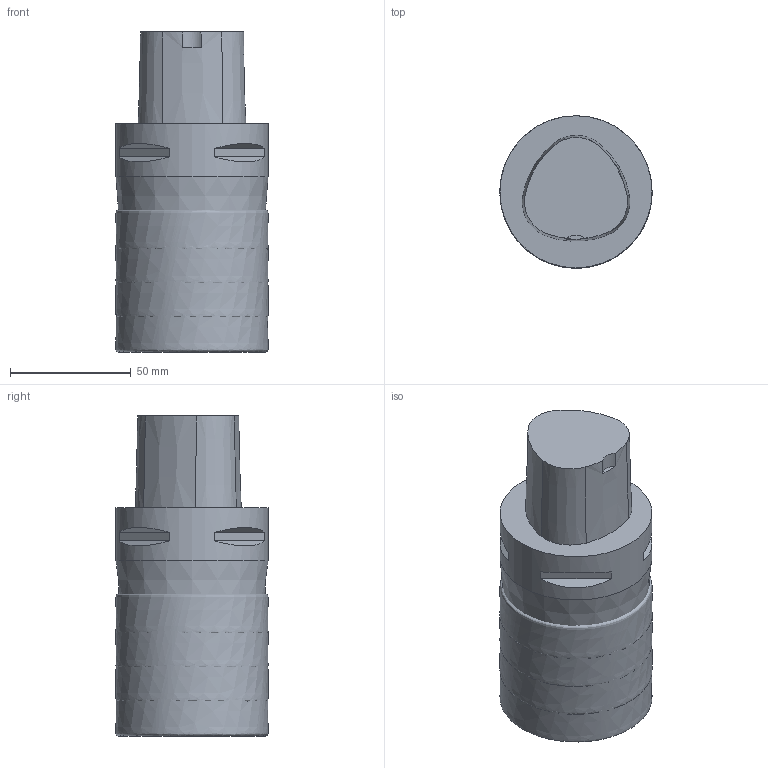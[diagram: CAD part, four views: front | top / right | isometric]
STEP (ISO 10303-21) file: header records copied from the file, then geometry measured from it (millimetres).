
FILE_DESCRIPTION(/* description */ (''),/* implementation_level */ '2;1');
FILE_NAME(/* name */ '1589196193247.stp',/* time_stamp */ '2020-05-11T16:53:33+05:00',/* author */ (''),/* organization */ ('SMS'),/* preprocessor_version */ 'ST-DEVELOPER v16.7',/* originating_system */ 'SIEMENS PLM Software NX 12.0',/* authorisation */ '');
FILE_SCHEMA (('AUTOMOTIVE_DESIGN { 1 0 10303 214 3 1 1 1 }'));
Length unit declared in the file: millimetre
Products named in the file (4): ASSEMBLY_CONSTRUCTION; 202613864mod000_01; 202979397mod000_00; 202979396mod000_00
Assembly tree (6 placements, depth 2):
  202979396mod000_00
    202979397mod000_00
    202613864mod000_01  x4
    ASSEMBLY_CONSTRUCTION
Bounding box: 63.02 x 63.02 x 132.6 mm (x, y, z)
Volume: 446444.6 mm3; surface area: 64902.1 mm2
Topology: 5 solids, 6 shells, 46 faces, 102 edges, 90 vertices
Faces by surface type: cone 19, plane 18, bspline 4, torus 3, cylinder 2
Full cylindrical faces by diameter (mm): 63 x1
Entity records: 22915 total; most frequent: CARTESIAN_POINT 21689, DIRECTION 242, ORIENTED_EDGE 134, AXIS2_PLACEMENT_3D 110, EDGE_CURVE 67, EDGE_LOOP 64, VERTEX_POINT 56, ADVANCED_FACE 46
